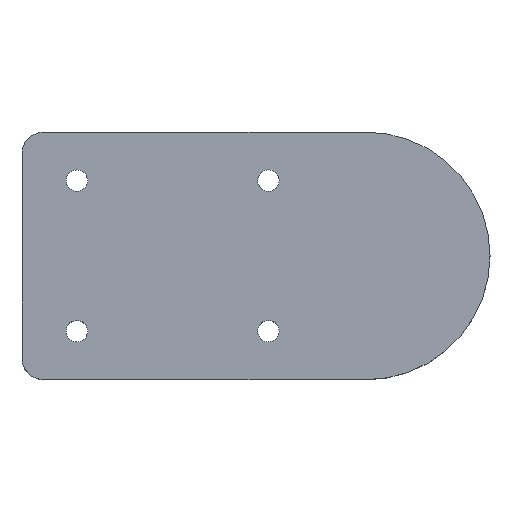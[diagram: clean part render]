
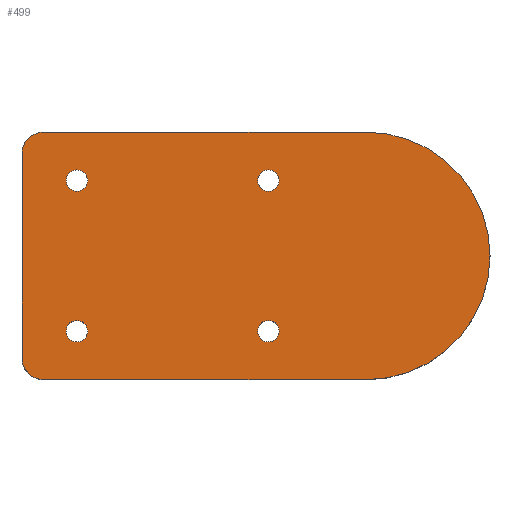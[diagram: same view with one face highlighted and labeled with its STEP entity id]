
A CAD part, top view. The second image highlights one B-rep face of the part: STEP entity #499.
In plain terms, the highlighted planar face has unit normal (0, 0, 1).
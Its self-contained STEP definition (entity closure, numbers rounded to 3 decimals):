
#19=FACE_BOUND('',#102,.T.);
#20=FACE_BOUND('',#103,.T.);
#21=FACE_BOUND('',#104,.T.);
#22=FACE_BOUND('',#105,.T.);
#41=PLANE('',#565);
#69=FACE_OUTER_BOUND('',#101,.T.);
#101=EDGE_LOOP('',(#439,#440,#441,#442,#443,#444));
#102=EDGE_LOOP('',(#445));
#103=EDGE_LOOP('',(#446));
#104=EDGE_LOOP('',(#447));
#105=EDGE_LOOP('',(#448));
#135=LINE('',#815,#177);
#150=LINE('',#845,#192);
#152=LINE('',#851,#194);
#177=VECTOR('',#671,10.);
#192=VECTOR('',#702,10.);
#194=VECTOR('',#710,10.);
#207=CIRCLE('',#536,1.);
#208=CIRCLE('',#538,1.);
#209=CIRCLE('',#540,1.);
#210=CIRCLE('',#542,1.);
#214=CIRCLE('',#549,2.);
#217=CIRCLE('',#555,2.);
#218=CIRCLE('',#563,11.5);
#231=VERTEX_POINT('',#753);
#232=VERTEX_POINT('',#757);
#233=VERTEX_POINT('',#761);
#234=VERTEX_POINT('',#765);
#243=VERTEX_POINT('',#787);
#244=VERTEX_POINT('',#789);
#254=VERTEX_POINT('',#814);
#257=VERTEX_POINT('',#823);
#261=VERTEX_POINT('',#843);
#262=VERTEX_POINT('',#847);
#280=EDGE_CURVE('',#231,#231,#207,.T.);
#282=EDGE_CURVE('',#232,#232,#208,.T.);
#284=EDGE_CURVE('',#233,#233,#209,.T.);
#286=EDGE_CURVE('',#234,#234,#210,.T.);
#296=EDGE_CURVE('',#243,#244,#214,.T.);
#309=EDGE_CURVE('',#254,#244,#135,.T.);
#314=EDGE_CURVE('',#254,#257,#217,.T.);
#325=EDGE_CURVE('',#243,#261,#150,.T.);
#326=EDGE_CURVE('',#261,#262,#218,.T.);
#328=EDGE_CURVE('',#262,#257,#152,.T.);
#439=ORIENTED_EDGE('',*,*,#296,.F.);
#440=ORIENTED_EDGE('',*,*,#325,.T.);
#441=ORIENTED_EDGE('',*,*,#326,.T.);
#442=ORIENTED_EDGE('',*,*,#328,.T.);
#443=ORIENTED_EDGE('',*,*,#314,.F.);
#444=ORIENTED_EDGE('',*,*,#309,.T.);
#445=ORIENTED_EDGE('',*,*,#280,.T.);
#446=ORIENTED_EDGE('',*,*,#282,.T.);
#447=ORIENTED_EDGE('',*,*,#284,.T.);
#448=ORIENTED_EDGE('',*,*,#286,.T.);
#499=ADVANCED_FACE('',(#69,#19,#20,#21,#22),#41,.T.);
#536=AXIS2_PLACEMENT_3D('',#755,#616,#617);
#538=AXIS2_PLACEMENT_3D('',#759,#621,#622);
#540=AXIS2_PLACEMENT_3D('',#763,#626,#627);
#542=AXIS2_PLACEMENT_3D('',#767,#631,#632);
#549=AXIS2_PLACEMENT_3D('',#790,#651,#652);
#555=AXIS2_PLACEMENT_3D('',#824,#678,#679);
#563=AXIS2_PLACEMENT_3D('',#848,#705,#706);
#565=AXIS2_PLACEMENT_3D('',#852,#711,#712);
#616=DIRECTION('center_axis',(0.,0.,-1.));
#617=DIRECTION('ref_axis',(-1.,0.,0.));
#621=DIRECTION('center_axis',(0.,0.,-1.));
#622=DIRECTION('ref_axis',(-1.,0.,0.));
#626=DIRECTION('center_axis',(0.,0.,-1.));
#627=DIRECTION('ref_axis',(-1.,0.,0.));
#631=DIRECTION('center_axis',(0.,0.,-1.));
#632=DIRECTION('ref_axis',(-1.,0.,0.));
#651=DIRECTION('center_axis',(0.,0.,-1.));
#652=DIRECTION('ref_axis',(-0.707,-0.707,0.));
#671=DIRECTION('',(0.,-1.,0.));
#678=DIRECTION('center_axis',(0.,0.,-1.));
#679=DIRECTION('ref_axis',(-0.707,0.707,0.));
#702=DIRECTION('',(1.,0.,0.));
#705=DIRECTION('center_axis',(0.,0.,1.));
#706=DIRECTION('ref_axis',(0.,-1.,0.));
#710=DIRECTION('',(-1.,0.,0.));
#711=DIRECTION('center_axis',(0.,0.,1.));
#712=DIRECTION('ref_axis',(1.,0.,0.));
#753=CARTESIAN_POINT('',(4.1,16.5,2.));
#755=CARTESIAN_POINT('Origin',(3.1,16.5,2.));
#757=CARTESIAN_POINT('',(21.9,16.5,2.));
#759=CARTESIAN_POINT('Origin',(20.9,16.5,2.));
#761=CARTESIAN_POINT('',(4.1,2.5,2.));
#763=CARTESIAN_POINT('Origin',(3.1,2.5,2.));
#765=CARTESIAN_POINT('',(21.9,2.5,2.));
#767=CARTESIAN_POINT('Origin',(20.9,2.5,2.));
#787=CARTESIAN_POINT('',(0.,-2.,2.));
#789=CARTESIAN_POINT('',(-2.,0.,2.));
#790=CARTESIAN_POINT('Origin',(0.,0.,2.));
#814=CARTESIAN_POINT('',(-2.,19.,2.));
#815=CARTESIAN_POINT('',(-2.,21.,2.));
#823=CARTESIAN_POINT('',(0.,21.,2.));
#824=CARTESIAN_POINT('Origin',(0.,19.,2.));
#843=CARTESIAN_POINT('',(30.,-2.,2.));
#845=CARTESIAN_POINT('',(-2.,-2.,2.));
#847=CARTESIAN_POINT('',(30.,21.,2.));
#848=CARTESIAN_POINT('Origin',(30.,9.5,2.));
#851=CARTESIAN_POINT('',(24.647,21.,2.));
#852=CARTESIAN_POINT('Origin',(12.,9.5,2.));
